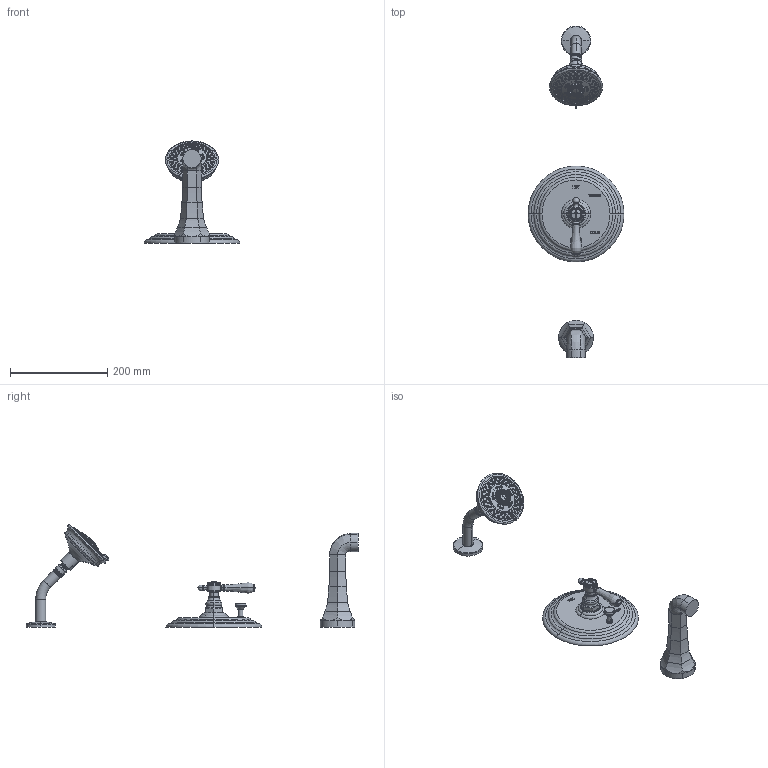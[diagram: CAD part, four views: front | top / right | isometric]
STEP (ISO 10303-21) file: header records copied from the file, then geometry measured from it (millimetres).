
FILE_DESCRIPTION((''),'2;1');
FILE_NAME('3-1032BP','2021-05-26T14:43:08',('jinson.thomas'),(''),'CREO PARAMETRIC BY PTC INC, 2018400','CREO PARAMETRIC BY PTC INC, 2018400','');
FILE_SCHEMA(('CONFIG_CONTROL_DESIGN'));
Products named in the file (1): 3-1032BP
Bounding box: 196.85 x 681.61 x 209.53 mm (x, y, z)
Volume: 1169970.6 mm3; surface area: 161139.9 mm2
Topology: 3 solids, 3 shells, 1439 faces, 3186 edges, 1920 vertices
Faces by surface type: torus 367, cone 322, plane 283, cylinder 241, bspline 142, extrusion 64, sphere 16, revolution 4
Entity records: 65654 total; most frequent: CARTESIAN_POINT 34994, ORIENTED_EDGE 6356, DIRECTION 6194, EDGE_CURVE 3178, AXIS2_PLACEMENT_3D 2548, VERTEX_POINT 1920, EDGE_LOOP 1630, FACE_OUTER_BOUND 1439
